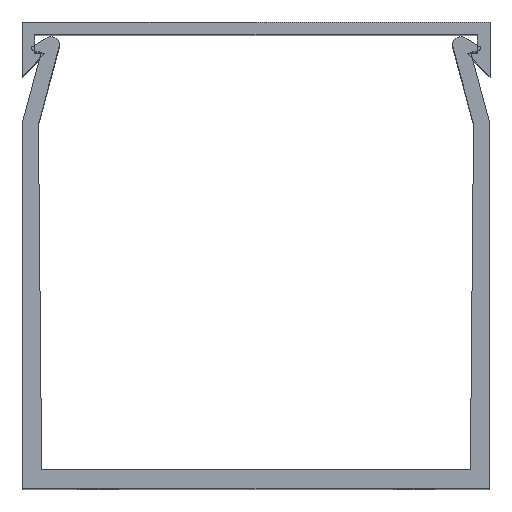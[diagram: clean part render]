
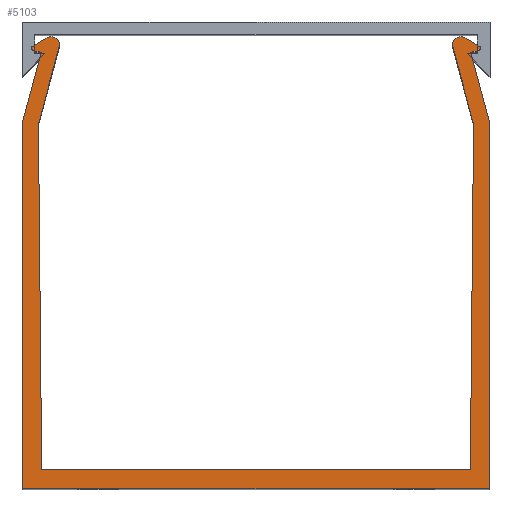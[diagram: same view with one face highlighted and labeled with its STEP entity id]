
A CAD part, top view. The second image highlights one B-rep face of the part: STEP entity #5103.
In plain terms, the highlighted planar face has unit normal (0, 0, 1).
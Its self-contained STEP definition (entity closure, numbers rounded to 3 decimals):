
#322=DIRECTION('',(-0.259,0.966,0.));
#323=VECTOR('',#322,11.388);
#324=CARTESIAN_POINT('',(36.9,58.,100.));
#325=LINE('',#324,#323);
#370=DIRECTION('',(-0.009,-1.,0.));
#371=VECTOR('',#370,54.673);
#372=CARTESIAN_POINT('',(34.4,57.671,100.));
#373=LINE('',#372,#371);
#426=DIRECTION('',(-1.,0.,0.));
#427=VECTOR('',#426,73.8);
#428=CARTESIAN_POINT('',(36.9,0.,100.));
#429=LINE('',#428,#427);
#430=CARTESIAN_POINT('',(-35.227,69.652,100.));
#431=DIRECTION('',(0.,0.,1.));
#432=DIRECTION('',(-0.515,0.857,0.));
#433=AXIS2_PLACEMENT_3D('',#430,#431,#432);
#435=DIRECTION('',(-0.857,-0.515,0.));
#436=VECTOR('',#435,2.731);
#437=CARTESIAN_POINT('',(-33.041,71.316,100.));
#438=LINE('',#437,#436);
#439=CARTESIAN_POINT('',(-32.376,70.209,100.));
#440=DIRECTION('',(0.,0.,1.));
#441=DIRECTION('',(0.966,-0.259,0.));
#442=AXIS2_PLACEMENT_3D('',#439,#440,#441);
#444=DIRECTION('',(0.259,0.966,0.));
#445=VECTOR('',#444,12.635);
#446=CARTESIAN_POINT('',(-34.4,57.671,100.));
#447=LINE('',#446,#445);
#448=DIRECTION('',(-0.259,0.966,0.));
#449=VECTOR('',#448,12.635);
#450=CARTESIAN_POINT('',(34.4,57.671,100.));
#451=LINE('',#450,#449);
#452=CARTESIAN_POINT('',(32.376,70.209,100.));
#453=DIRECTION('',(0.,0.,-1.));
#454=DIRECTION('',(-0.966,-0.259,0.));
#455=AXIS2_PLACEMENT_3D('',#452,#453,#454);
#457=DIRECTION('',(0.857,-0.515,0.));
#458=VECTOR('',#457,2.731);
#459=CARTESIAN_POINT('',(33.041,71.316,100.));
#460=LINE('',#459,#458);
#461=CARTESIAN_POINT('',(35.227,69.652,100.));
#462=DIRECTION('',(0.,0.,-1.));
#463=DIRECTION('',(0.515,0.857,0.));
#464=AXIS2_PLACEMENT_3D('',#461,#462,#463);
#590=DIRECTION('',(0.966,0.259,0.));
#591=VECTOR('',#590,1.4);
#592=CARTESIAN_POINT('',(33.953,69.,100.));
#593=LINE('',#592,#591);
#650=DIRECTION('',(0.,1.,0.));
#651=VECTOR('',#650,58.);
#652=CARTESIAN_POINT('',(36.9,0.,100.));
#653=LINE('',#652,#651);
#814=DIRECTION('',(-0.009,1.,0.));
#815=VECTOR('',#814,54.673);
#816=CARTESIAN_POINT('',(-33.89,3.,100.));
#817=LINE('',#816,#815);
#874=DIRECTION('',(-1.,0.,0.));
#875=VECTOR('',#874,67.78);
#876=CARTESIAN_POINT('',(33.89,3.,100.));
#877=LINE('',#876,#875);
#1274=DIRECTION('',(0.,-1.,0.));
#1275=VECTOR('',#1274,58.);
#1276=CARTESIAN_POINT('',(-36.9,58.,100.));
#1277=LINE('',#1276,#1275);
#1314=DIRECTION('',(-0.259,-0.966,0.));
#1315=VECTOR('',#1314,11.388);
#1316=CARTESIAN_POINT('',(-33.953,69.,100.));
#1317=LINE('',#1316,#1315);
#1438=DIRECTION('',(0.966,-0.259,0.));
#1439=VECTOR('',#1438,1.4);
#1440=CARTESIAN_POINT('',(-35.305,69.362,100.));
#1441=LINE('',#1440,#1439);
#3594=CARTESIAN_POINT('',(-34.4,57.671,100.));
#3595=CARTESIAN_POINT('',(-31.13,69.875,100.));
#3596=VERTEX_POINT('',#3594);
#3597=VERTEX_POINT('',#3595);
#3598=CARTESIAN_POINT('',(-33.041,71.316,100.));
#3599=CARTESIAN_POINT('',(-35.382,69.909,100.));
#3600=VERTEX_POINT('',#3598);
#3601=VERTEX_POINT('',#3599);
#3613=CARTESIAN_POINT('',(-36.9,58.,100.));
#3615=VERTEX_POINT('',#3613);
#3618=CARTESIAN_POINT('',(-35.305,69.362,100.));
#3619=VERTEX_POINT('',#3618);
#3892=CARTESIAN_POINT('',(34.4,57.671,100.));
#3893=CARTESIAN_POINT('',(31.13,69.875,100.));
#3894=VERTEX_POINT('',#3892);
#3895=VERTEX_POINT('',#3893);
#3896=CARTESIAN_POINT('',(33.041,71.316,100.));
#3897=CARTESIAN_POINT('',(35.382,69.909,100.));
#3898=VERTEX_POINT('',#3896);
#3899=VERTEX_POINT('',#3897);
#3902=CARTESIAN_POINT('',(35.305,69.362,100.));
#3903=VERTEX_POINT('',#3902);
#3923=CARTESIAN_POINT('',(36.9,58.,100.));
#3925=VERTEX_POINT('',#3923);
#4339=CARTESIAN_POINT('',(-36.9,0.,100.));
#4341=VERTEX_POINT('',#4339);
#4343=CARTESIAN_POINT('',(36.9,0.,100.));
#4345=VERTEX_POINT('',#4343);
#4347=CARTESIAN_POINT('',(-33.89,3.,100.));
#4349=VERTEX_POINT('',#4347);
#4351=CARTESIAN_POINT('',(33.89,3.,100.));
#4353=VERTEX_POINT('',#4351);
#4374=CARTESIAN_POINT('',(-33.953,69.,100.));
#4376=VERTEX_POINT('',#4374);
#4430=CARTESIAN_POINT('',(33.953,69.,100.));
#4432=VERTEX_POINT('',#4430);
#5062=CARTESIAN_POINT('',(0.,0.,100.));
#5063=DIRECTION('',(0.,0.,1.));
#5064=DIRECTION('',(1.,0.,0.));
#5065=AXIS2_PLACEMENT_3D('',#5062,#5063,#5064);
#5066=PLANE('',#5065);
#5068=ORIENTED_EDGE('',*,*,#5067,.F.);
#5069=ORIENTED_EDGE('',*,*,#4894,.F.);
#5071=ORIENTED_EDGE('',*,*,#5070,.F.);
#5073=ORIENTED_EDGE('',*,*,#5072,.T.);
#5075=ORIENTED_EDGE('',*,*,#5074,.F.);
#5077=ORIENTED_EDGE('',*,*,#5076,.F.);
#5079=ORIENTED_EDGE('',*,*,#5078,.F.);
#5081=ORIENTED_EDGE('',*,*,#5080,.F.);
#5083=ORIENTED_EDGE('',*,*,#5082,.F.);
#5085=ORIENTED_EDGE('',*,*,#5084,.F.);
#5087=ORIENTED_EDGE('',*,*,#5086,.F.);
#5089=ORIENTED_EDGE('',*,*,#5088,.F.);
#5091=ORIENTED_EDGE('',*,*,#5090,.F.);
#5092=ORIENTED_EDGE('',*,*,#4957,.F.);
#5094=ORIENTED_EDGE('',*,*,#5093,.T.);
#5096=ORIENTED_EDGE('',*,*,#5095,.T.);
#5098=ORIENTED_EDGE('',*,*,#5097,.T.);
#5100=ORIENTED_EDGE('',*,*,#5099,.T.);
#5101=EDGE_LOOP('',(#5068,#5069,#5071,#5073,#5075,#5077,#5079,#5081,#5083,#5085,
#5087,#5089,#5091,#5092,#5094,#5096,#5098,#5100));
#5102=FACE_OUTER_BOUND('',#5101,.F.);
#434=CIRCLE('',#433,0.3);
#443=CIRCLE('',#442,1.291);
#456=CIRCLE('',#455,1.291);
#465=CIRCLE('',#464,0.3);
#4894=EDGE_CURVE('',#3925,#4432,#325,.T.);
#4957=EDGE_CURVE('',#3894,#4353,#373,.T.);
#5067=EDGE_CURVE('',#4432,#3903,#593,.T.);
#5070=EDGE_CURVE('',#4345,#3925,#653,.T.);
#5072=EDGE_CURVE('',#4345,#4341,#429,.T.);
#5074=EDGE_CURVE('',#3615,#4341,#1277,.T.);
#5076=EDGE_CURVE('',#4376,#3615,#1317,.T.);
#5078=EDGE_CURVE('',#3619,#4376,#1441,.T.);
#5080=EDGE_CURVE('',#3601,#3619,#434,.T.);
#5082=EDGE_CURVE('',#3600,#3601,#438,.T.);
#5084=EDGE_CURVE('',#3597,#3600,#443,.T.);
#5086=EDGE_CURVE('',#3596,#3597,#447,.T.);
#5088=EDGE_CURVE('',#4349,#3596,#817,.T.);
#5090=EDGE_CURVE('',#4353,#4349,#877,.T.);
#5093=EDGE_CURVE('',#3894,#3895,#451,.T.);
#5095=EDGE_CURVE('',#3895,#3898,#456,.T.);
#5097=EDGE_CURVE('',#3898,#3899,#460,.T.);
#5099=EDGE_CURVE('',#3899,#3903,#465,.T.);
#5103=ADVANCED_FACE('',(#5102),#5066,.T.);
